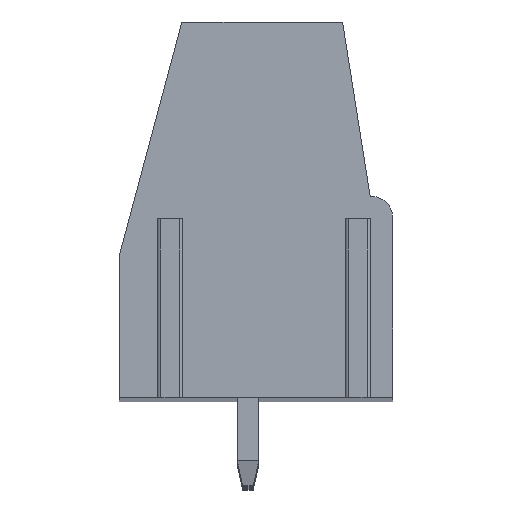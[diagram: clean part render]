
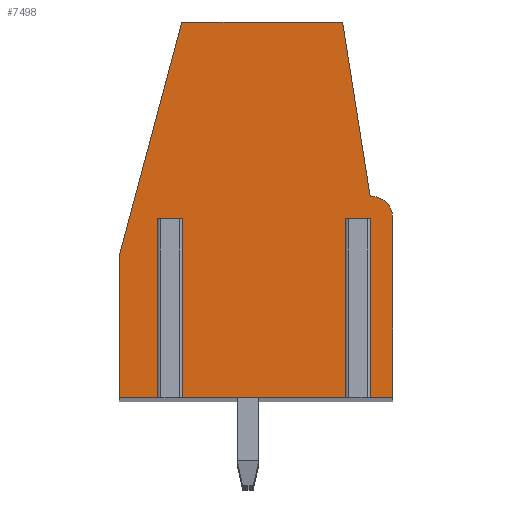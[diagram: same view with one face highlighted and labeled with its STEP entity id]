
A CAD part, top view. The second image highlights one B-rep face of the part: STEP entity #7498.
In plain terms, the highlighted planar face has unit normal (0, 0, 1).
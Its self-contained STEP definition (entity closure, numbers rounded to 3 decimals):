
#1128=DIRECTION('',(1.,0.,0.));
#1129=VECTOR('',#1128,0.57);
#1130=CARTESIAN_POINT('',(-3.485,-0.35,2.5));
#1131=LINE('',#1130,#1129);
#1132=DIRECTION('',(0.,1.,0.));
#1133=VECTOR('',#1132,6.65);
#1134=CARTESIAN_POINT('',(-3.485,-7.,2.5));
#1135=LINE('',#1134,#1133);
#1136=DIRECTION('',(1.,0.,0.));
#1137=VECTOR('',#1136,1.615);
#1138=CARTESIAN_POINT('',(-5.1,-7.,2.5));
#1139=LINE('',#1138,#1137);
#1140=DIRECTION('',(0.,-1.,0.));
#1141=VECTOR('',#1140,5.3);
#1142=CARTESIAN_POINT('',(-5.1,-1.7,2.5));
#1143=LINE('',#1142,#1141);
#1144=DIRECTION('',(-0.259,-0.966,0.));
#1145=VECTOR('',#1144,9.007);
#1146=CARTESIAN_POINT('',(-2.769,7.,2.5));
#1147=LINE('',#1146,#1145);
#1148=DIRECTION('',(-1.,0.,0.));
#1149=VECTOR('',#1148,6.);
#1150=CARTESIAN_POINT('',(3.231,7.,2.5));
#1151=LINE('',#1150,#1149);
#1152=DIRECTION('',(-0.156,0.988,0.));
#1153=VECTOR('',#1152,6.581);
#1154=CARTESIAN_POINT('',(4.261,0.5,2.5));
#1155=LINE('',#1154,#1153);
#1156=DIRECTION('',(-1.,0.,0.));
#1157=VECTOR('',#1156,0.039);
#1158=CARTESIAN_POINT('',(4.3,0.5,2.5));
#1159=LINE('',#1158,#1157);
#1160=CARTESIAN_POINT('',(4.3,-0.3,2.5));
#1161=DIRECTION('',(0.,0.,1.));
#1162=DIRECTION('',(1.,0.,0.));
#1163=AXIS2_PLACEMENT_3D('',#1160,#1161,#1162);
#1165=DIRECTION('',(0.,1.,0.));
#1166=VECTOR('',#1165,6.7);
#1167=CARTESIAN_POINT('',(5.1,-7.,2.5));
#1168=LINE('',#1167,#1166);
#1169=DIRECTION('',(1.,0.,0.));
#1170=VECTOR('',#1169,1.015);
#1171=CARTESIAN_POINT('',(4.085,-7.,2.5));
#1172=LINE('',#1171,#1170);
#1173=DIRECTION('',(0.,1.,0.));
#1174=VECTOR('',#1173,6.65);
#1175=CARTESIAN_POINT('',(4.085,-7.,2.5));
#1176=LINE('',#1175,#1174);
#1177=DIRECTION('',(1.,0.,0.));
#1178=VECTOR('',#1177,0.57);
#1179=CARTESIAN_POINT('',(3.515,-0.35,2.5));
#1180=LINE('',#1179,#1178);
#1181=DIRECTION('',(0.,1.,0.));
#1182=VECTOR('',#1181,6.65);
#1183=CARTESIAN_POINT('',(3.515,-7.,2.5));
#1184=LINE('',#1183,#1182);
#1185=DIRECTION('',(1.,0.,0.));
#1186=VECTOR('',#1185,6.43);
#1187=CARTESIAN_POINT('',(-2.915,-7.,2.5));
#1188=LINE('',#1187,#1186);
#1189=DIRECTION('',(0.,1.,0.));
#1190=VECTOR('',#1189,6.65);
#1191=CARTESIAN_POINT('',(-2.915,-7.,2.5));
#1192=LINE('',#1191,#1190);
#5047=CARTESIAN_POINT('',(-2.769,7.,2.5));
#5048=CARTESIAN_POINT('',(-5.1,-1.7,2.5));
#5049=VERTEX_POINT('',#5047);
#5050=VERTEX_POINT('',#5048);
#5051=CARTESIAN_POINT('',(-5.1,-7.,2.5));
#5052=VERTEX_POINT('',#5051);
#5053=CARTESIAN_POINT('',(5.1,-7.,2.5));
#5054=CARTESIAN_POINT('',(5.1,-0.3,2.5));
#5055=VERTEX_POINT('',#5053);
#5056=VERTEX_POINT('',#5054);
#5057=CARTESIAN_POINT('',(4.3,0.5,2.5));
#5058=VERTEX_POINT('',#5057);
#5059=CARTESIAN_POINT('',(4.261,0.5,2.5));
#5060=VERTEX_POINT('',#5059);
#5061=CARTESIAN_POINT('',(3.231,7.,2.5));
#5062=VERTEX_POINT('',#5061);
#5143=CARTESIAN_POINT('',(-3.485,-0.35,2.5));
#5144=CARTESIAN_POINT('',(-2.915,-0.35,2.5));
#5145=VERTEX_POINT('',#5143);
#5146=VERTEX_POINT('',#5144);
#5147=CARTESIAN_POINT('',(3.515,-0.35,2.5));
#5148=CARTESIAN_POINT('',(4.085,-0.35,2.5));
#5149=VERTEX_POINT('',#5147);
#5150=VERTEX_POINT('',#5148);
#5151=CARTESIAN_POINT('',(-2.915,-7.,2.5));
#5152=VERTEX_POINT('',#5151);
#5153=CARTESIAN_POINT('',(-3.485,-7.,2.5));
#5154=VERTEX_POINT('',#5153);
#5155=CARTESIAN_POINT('',(4.085,-7.,2.5));
#5156=VERTEX_POINT('',#5155);
#5157=CARTESIAN_POINT('',(3.515,-7.,2.5));
#5158=VERTEX_POINT('',#5157);
#7469=CARTESIAN_POINT('',(0.,0.,2.5));
#7470=DIRECTION('',(0.,0.,1.));
#7471=DIRECTION('',(1.,0.,0.));
#7472=AXIS2_PLACEMENT_3D('',#7469,#7470,#7471);
#7473=PLANE('',#7472);
#7475=ORIENTED_EDGE('',*,*,#7474,.F.);
#7477=ORIENTED_EDGE('',*,*,#7476,.F.);
#7478=ORIENTED_EDGE('',*,*,#6705,.F.);
#7479=ORIENTED_EDGE('',*,*,#7076,.F.);
#7480=ORIENTED_EDGE('',*,*,#7090,.F.);
#7481=ORIENTED_EDGE('',*,*,#7104,.F.);
#7482=ORIENTED_EDGE('',*,*,#7232,.F.);
#7483=ORIENTED_EDGE('',*,*,#7246,.F.);
#7484=ORIENTED_EDGE('',*,*,#7260,.F.);
#7485=ORIENTED_EDGE('',*,*,#7273,.F.);
#7486=ORIENTED_EDGE('',*,*,#6729,.F.);
#7488=ORIENTED_EDGE('',*,*,#7487,.T.);
#7490=ORIENTED_EDGE('',*,*,#7489,.F.);
#7492=ORIENTED_EDGE('',*,*,#7491,.F.);
#7493=ORIENTED_EDGE('',*,*,#6717,.F.);
#7495=ORIENTED_EDGE('',*,*,#7494,.T.);
#7496=EDGE_LOOP('',(#7475,#7477,#7478,#7479,#7480,#7481,#7482,#7483,#7484,#7485,
#7486,#7488,#7490,#7492,#7493,#7495));
#7497=FACE_OUTER_BOUND('',#7496,.F.);
#1164=CIRCLE('',#1163,0.8);
#6705=EDGE_CURVE('',#5052,#5154,#1139,.T.);
#6717=EDGE_CURVE('',#5152,#5158,#1188,.T.);
#6729=EDGE_CURVE('',#5156,#5055,#1172,.T.);
#7076=EDGE_CURVE('',#5050,#5052,#1143,.T.);
#7090=EDGE_CURVE('',#5049,#5050,#1147,.T.);
#7104=EDGE_CURVE('',#5062,#5049,#1151,.T.);
#7232=EDGE_CURVE('',#5060,#5062,#1155,.T.);
#7246=EDGE_CURVE('',#5058,#5060,#1159,.T.);
#7260=EDGE_CURVE('',#5056,#5058,#1164,.T.);
#7273=EDGE_CURVE('',#5055,#5056,#1168,.T.);
#7474=EDGE_CURVE('',#5145,#5146,#1131,.T.);
#7476=EDGE_CURVE('',#5154,#5145,#1135,.T.);
#7487=EDGE_CURVE('',#5156,#5150,#1176,.T.);
#7489=EDGE_CURVE('',#5149,#5150,#1180,.T.);
#7491=EDGE_CURVE('',#5158,#5149,#1184,.T.);
#7494=EDGE_CURVE('',#5152,#5146,#1192,.T.);
#7498=ADVANCED_FACE('',(#7497),#7473,.T.);
